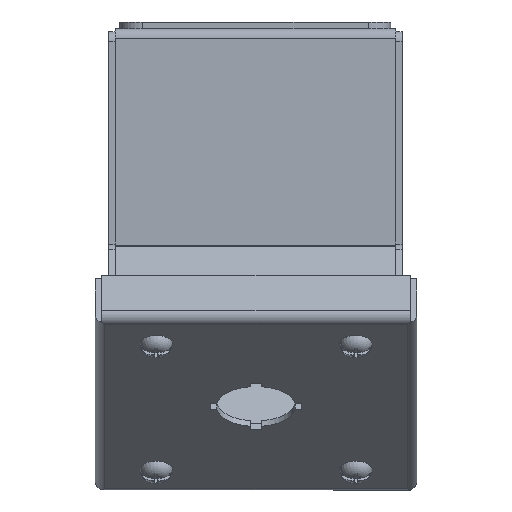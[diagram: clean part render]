
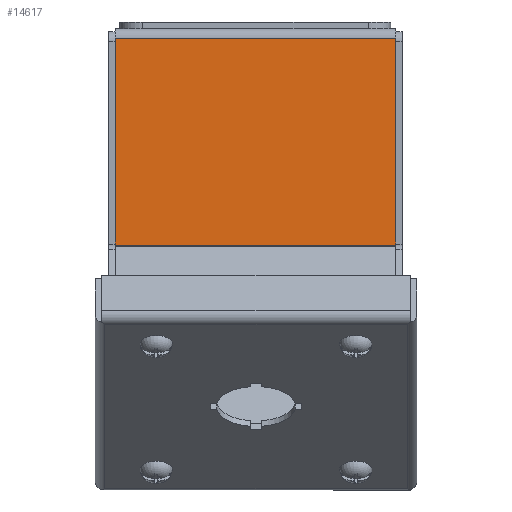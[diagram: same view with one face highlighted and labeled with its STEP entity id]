
A CAD part, top view. The second image highlights one B-rep face of the part: STEP entity #14617.
In plain terms, the highlighted planar face has unit normal (0, 0, 1).
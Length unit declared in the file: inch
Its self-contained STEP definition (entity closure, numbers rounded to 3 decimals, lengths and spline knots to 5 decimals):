
#129 = CARTESIAN_POINT ( 'NONE',  ( -1.553, -2.12315, 1.55062 ) ) ;
#663 = ORIENTED_EDGE ( 'NONE', *, *, #11674, .F. ) ;
#763 = EDGE_LOOP ( 'NONE', ( #663, #14900, #11671, #2400 ) ) ;
#1574 = VERTEX_POINT ( 'NONE', #6392 ) ;
#1909 = EDGE_CURVE ( 'NONE', #2056, #14887, #14087, .T. ) ;
#1948 = CARTESIAN_POINT ( 'NONE',  ( -1.553, 2.29727, 1.55062 ) ) ;
#2056 = VERTEX_POINT ( 'NONE', #10399 ) ;
#2400 = ORIENTED_EDGE ( 'NONE', *, *, #9942, .T. ) ;
#2414 = PLANE ( 'NONE',  #15918 ) ;
#2807 = LINE ( 'NONE', #2883, #6949 ) ;
#2883 = CARTESIAN_POINT ( 'NONE',  ( 1.553, -1.05054, 1.55062 ) ) ;
#3772 = CARTESIAN_POINT ( 'NONE',  ( -1.553, 0.00891, 1.55062 ) ) ;
#4120 = CARTESIAN_POINT ( 'NONE',  ( -1.553, 2.29727, 1.55062 ) ) ;
#5334 = VECTOR ( 'NONE', #15450, 39.37008 ) ;
#6125 = DIRECTION ( 'NONE',  ( -1., 0., 0. ) ) ;
#6203 = VECTOR ( 'NONE', #9245, 39.37008 ) ;
#6392 = CARTESIAN_POINT ( 'NONE',  ( 1.553, 2.29727, 1.55062 ) ) ;
#6949 = VECTOR ( 'NONE', #12884, 39.37008 ) ;
#7387 = DIRECTION ( 'NONE',  ( 0., 1., 0. ) ) ;
#9245 = DIRECTION ( 'NONE',  ( 1., 0., 0. ) ) ;
#9942 = EDGE_CURVE ( 'NONE', #2056, #1574, #2807, .T. ) ;
#10399 = CARTESIAN_POINT ( 'NONE',  ( 1.553, 0.00891, 1.55062 ) ) ;
#10426 = EDGE_CURVE ( 'NONE', #14887, #16076, #11622, .T. ) ;
#10511 = LINE ( 'NONE', #4120, #6203 ) ;
#11223 = VECTOR ( 'NONE', #6125, 39.37008 ) ;
#11622 = LINE ( 'NONE', #129, #5334 ) ;
#11671 = ORIENTED_EDGE ( 'NONE', *, *, #1909, .F. ) ;
#11674 = EDGE_CURVE ( 'NONE', #16076, #1574, #10511, .T. ) ;
#12064 = CARTESIAN_POINT ( 'NONE',  ( -1.553, 0.00891, 1.55062 ) ) ;
#12884 = DIRECTION ( 'NONE',  ( 0., 1., 0. ) ) ;
#13904 = CARTESIAN_POINT ( 'NONE',  ( -1.553, 2.40527, 1.55062 ) ) ;
#14087 = LINE ( 'NONE', #3772, #11223 ) ;
#14617 = ADVANCED_FACE ( 'NONE', ( #16426 ), #2414, .F. ) ;
#14887 = VERTEX_POINT ( 'NONE', #12064 ) ;
#14900 = ORIENTED_EDGE ( 'NONE', *, *, #10426, .F. ) ;
#15157 = DIRECTION ( 'NONE',  ( 0., 0., -1. ) ) ;
#15450 = DIRECTION ( 'NONE',  ( 0., 1., 0. ) ) ;
#15918 = AXIS2_PLACEMENT_3D ( 'NONE', #13904, #15157, #7387 ) ;
#16076 = VERTEX_POINT ( 'NONE', #1948 ) ;
#16426 = FACE_OUTER_BOUND ( 'NONE', #763, .T. ) ;
